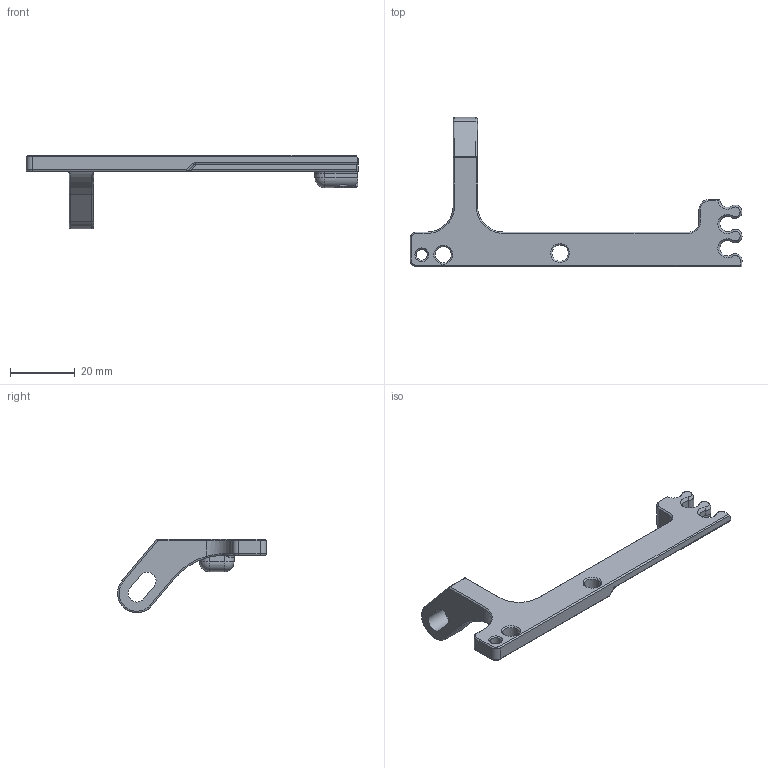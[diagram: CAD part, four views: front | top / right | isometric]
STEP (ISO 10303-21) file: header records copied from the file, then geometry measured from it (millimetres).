
FILE_DESCRIPTION (( 'STEP AP214' ), '1' );
FILE_NAME ('ac_side_hinge.STEP', '2021-09-08T07:34:42', ( '' ), ( '' ), 'SwSTEP 2.0', 'SolidWorks 2021', '' );
FILE_SCHEMA (( 'AUTOMOTIVE_DESIGN' ));
Length unit declared in the file: millimetre
Products named in the file (1): ac_side_hinge
Bounding box: 102.34 x 45.97 x 22.69 mm (x, y, z)
Volume: 7626.7 mm3; surface area: 5328.6 mm2
Topology: 1 solids, 1 shells, 301 faces, 775 edges, 491 vertices
Faces by surface type: plane 114, bspline 102, cylinder 44, cone 26, torus 12, sphere 3
Entity records: 13751 total; most frequent: CARTESIAN_POINT 7059, ORIENTED_EDGE 1542, DIRECTION 1079, EDGE_CURVE 771, VERTEX_POINT 491, VECTOR 425, LINE 425, EDGE_LOOP 328
